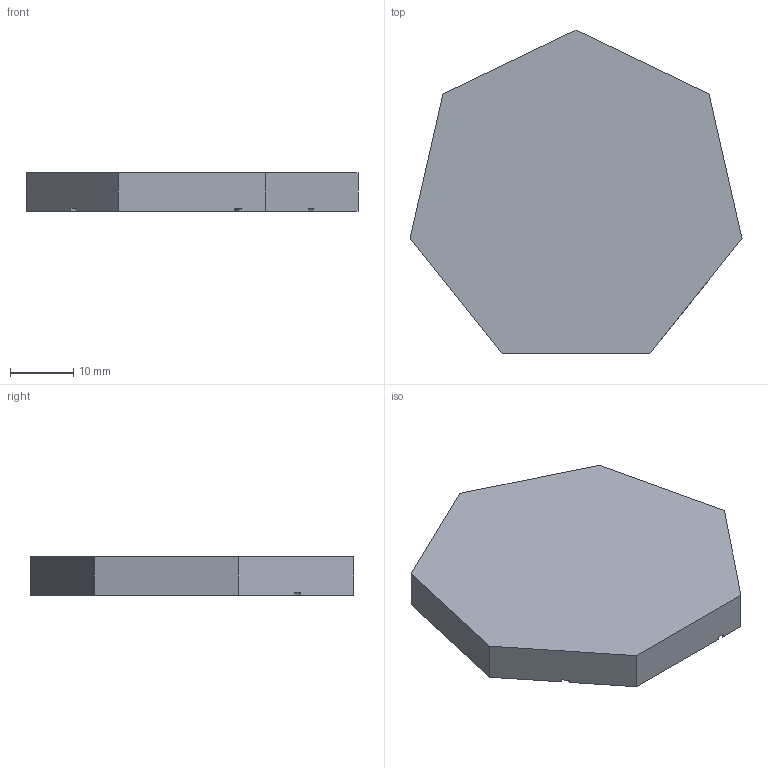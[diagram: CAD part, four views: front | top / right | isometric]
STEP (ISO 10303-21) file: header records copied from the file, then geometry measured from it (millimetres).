
FILE_DESCRIPTION (( 'STEP AP214' ), '1' );
FILE_NAME ('Case Top Logo.STEP', '2022-09-24T15:22:19', ( '' ), ( '' ), 'SwSTEP 2.0', 'SolidWorks 2019', '' );
FILE_SCHEMA (( 'AUTOMOTIVE_DESIGN' ));
Length unit declared in the file: millimetre
Products named in the file (1): Case Top Logo
Bounding box: 52.37 x 51.06 x 6 mm (x, y, z)
Volume: 11762.4 mm3; surface area: 5098.3 mm2
Topology: 1 solids, 1 shells, 216 faces, 630 edges, 420 vertices
Faces by surface type: bspline 196, plane 20
Entity records: 9332 total; most frequent: CARTESIAN_POINT 4943, ORIENTED_EDGE 1260, EDGE_CURVE 630, VERTEX_POINT 420, B_SPLINE_CURVE_WITH_KNOTS 392, DIRECTION 280, LINE 238, VECTOR 238
